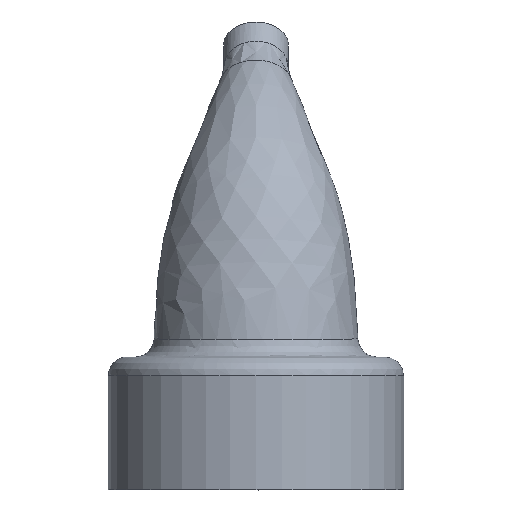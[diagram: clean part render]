
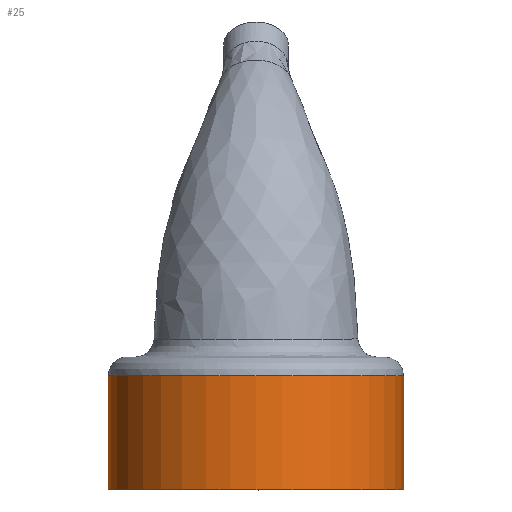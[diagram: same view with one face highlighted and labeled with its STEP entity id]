
A CAD part, front view. The second image highlights one B-rep face of the part: STEP entity #25.
In plain terms, the highlighted cylindrical face has radius 15.9 mm (diameter 31.8 mm), a full revolution.
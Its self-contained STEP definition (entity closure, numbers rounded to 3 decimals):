
#25=ADVANCED_FACE('',(#87),#966,.T.);
#87=FACE_OUTER_BOUND('',#150,.T.);
#150=EDGE_LOOP('',(#230,#231,#232,#233));
#230=ORIENTED_EDGE('',*,*,#522,.T.);
#231=ORIENTED_EDGE('',*,*,#531,.F.);
#232=ORIENTED_EDGE('',*,*,#530,.T.);
#233=ORIENTED_EDGE('',*,*,#531,.T.);
#522=EDGE_CURVE('',#858,#858,#755,.T.);
#530=EDGE_CURVE('',#861,#861,#760,.T.);
#531=EDGE_CURVE('',#861,#858,#674,.T.);
#674=B_SPLINE_CURVE_WITH_KNOTS('',1,(#3445,#3446),.UNSPECIFIED.,.F.,.F.,
(2,2),(1.285,11.308),.UNSPECIFIED.);
#755=CIRCLE('',#1137,15.9);
#760=CIRCLE('',#1142,15.9);
#858=VERTEX_POINT('',#3292);
#861=VERTEX_POINT('',#3295);
#966=CYLINDRICAL_SURFACE('',#1104,15.9);
#1104=AXIS2_PLACEMENT_3D('',#1504,#1176,$);
#1137=AXIS2_PLACEMENT_3D($,#3411,#1209,#1210);
#1142=AXIS2_PLACEMENT_3D($,#3444,#1219,#1220);
#1176=DIRECTION('',(0.,0.,1.));
#1209=DIRECTION('',(0.,0.,-1.));
#1210=DIRECTION('',(-1.,0.,0.));
#1219=DIRECTION('',(0.,0.,1.));
#1220=DIRECTION('',(-1.,0.,0.));
#1504=CARTESIAN_POINT('',(0.,0.,7.159));
#3292=CARTESIAN_POINT('',(-15.9,0.,12.318));
#3295=CARTESIAN_POINT('',(-15.9,0.,0.));
#3411=CARTESIAN_POINT('',(0.,0.,12.318));
#3444=CARTESIAN_POINT('',(0.,0.,0.));
#3445=CARTESIAN_POINT('',(-15.9,0.,0.));
#3446=CARTESIAN_POINT('',(-15.9,0.,12.318));
